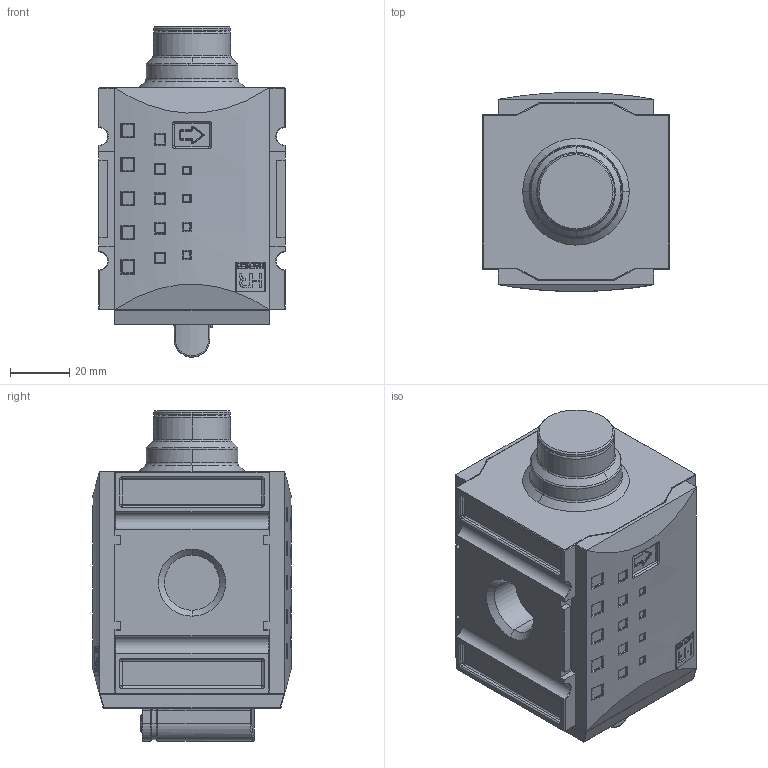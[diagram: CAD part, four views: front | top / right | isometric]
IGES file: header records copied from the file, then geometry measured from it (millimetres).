
Start section: SolidWorks IGES file using analytic representation for surfaces
Global section: file name: KSSV-212.IGS; native system: SolidWorks 2013; preprocessor: SolidWorks 2013; author: technolog; date: 140113.094449; units: millimetre
Bounding box: 63 x 67.13 x 111.5 mm (x, y, z)
Volume: 296761.8 mm3; surface area: 56623.1 mm2
Topology: 2 solids, 2 shells, 1193 faces, 6800 edges, 8263 vertices
Faces by surface type: plane 547, revolution 490, bspline 156
